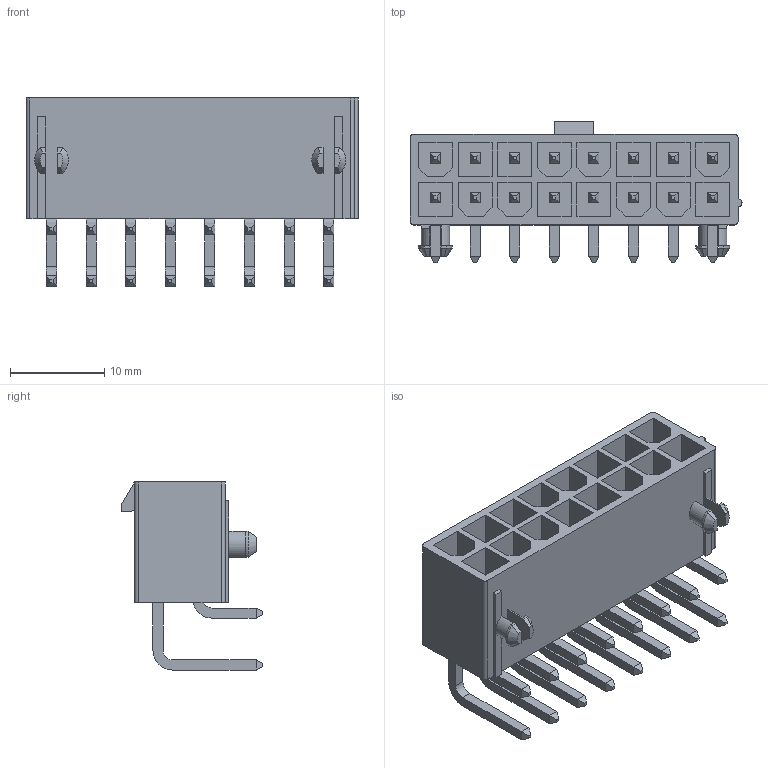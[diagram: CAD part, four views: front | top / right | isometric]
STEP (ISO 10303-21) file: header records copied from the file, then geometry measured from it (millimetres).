
FILE_DESCRIPTION( ( 'STEP AP214' ), '1' );
FILE_NAME( '26013108.stp', '2020-11-27T10:00:42', ( 'License CC BY-ND 4.0' ), ( 'CADENAS' ), ' ', 'PARTsolutions', ' ' );
FILE_SCHEMA( ( 'AUTOMOTIVE_DESIGN { 1 0 10303 214 1 1 1 1 }' ) );
Length unit declared in the file: millimetre
Products named in the file (2): 26013108; 1
Assembly tree (1 placements, depth 2):
  26013108
    1
Bounding box: 35.2 x 15 x 19.93 mm (x, y, z)
Volume: 2804.4 mm3; surface area: 5065.5 mm2
Topology: 1 solids, 1 shells, 497 faces, 1187 edges, 742 vertices
Faces by surface type: plane 448, cylinder 45, cone 4
Entity records: 14016 total; most frequent: CARTESIAN_POINT 2450, ORIENTED_EDGE 2374, DIRECTION 2273, EDGE_CURVE 1187, LINE 1083, VECTOR 1083, VERTEX_POINT 742, AXIS2_PLACEMENT_3D 595
